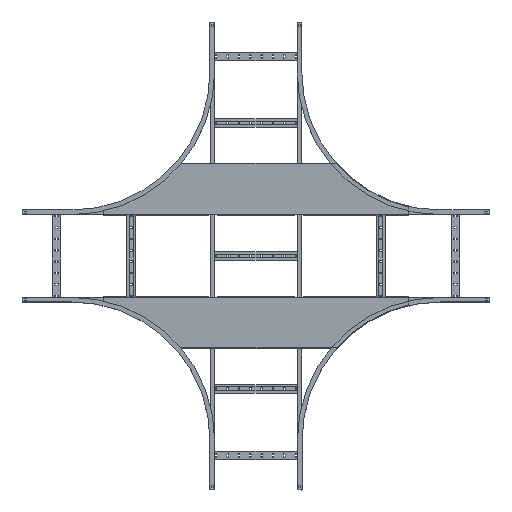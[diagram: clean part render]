
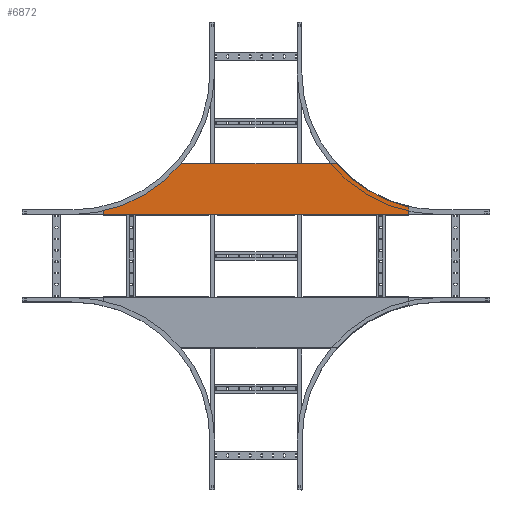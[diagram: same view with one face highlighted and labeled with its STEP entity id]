
A CAD part, top view. The second image highlights one B-rep face of the part: STEP entity #6872.
In plain terms, the highlighted face is planar.
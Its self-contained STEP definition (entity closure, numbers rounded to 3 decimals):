
#26 = EDGE_CURVE ( 'NONE', #710, #6277, #8074, .T. ) ;
#66 = VECTOR ( 'NONE', #4669, 1000. ) ;
#196 = CARTESIAN_POINT ( 'NONE',  ( 664.5, -1.2, -393.2 ) ) ;
#223 = EDGE_CURVE ( 'NONE', #1881, #5374, #2869, .T. ) ;
#325 = VERTEX_POINT ( 'NONE', #6013 ) ;
#488 = CARTESIAN_POINT ( 'NONE',  ( -659.5, -1.2, -363.823 ) ) ;
#509 = LINE ( 'NONE', #1163, #8837 ) ;
#530 = AXIS2_PLACEMENT_3D ( 'NONE', #7263, #2769, #5913 ) ;
#710 = VERTEX_POINT ( 'NONE', #1007 ) ;
#826 = CARTESIAN_POINT ( 'NONE',  ( -349.051, -1.2, -173.2 ) ) ;
#872 = CIRCLE ( 'NONE', #9549, 601.8 ) ;
#1007 = CARTESIAN_POINT ( 'NONE',  ( 349.051, -1.2, -173.2 ) ) ;
#1105 = CARTESIAN_POINT ( 'NONE',  ( -798.677, -1.2, 226.8 ) ) ;
#1163 = CARTESIAN_POINT ( 'NONE',  ( -664.5, -1.2, 226.8 ) ) ;
#1615 = CIRCLE ( 'NONE', #1972, 5. ) ;
#1745 = EDGE_CURVE ( 'NONE', #5073, #325, #1615, .T. ) ;
#1881 = VERTEX_POINT ( 'NONE', #4934 ) ;
#1887 = DIRECTION ( 'NONE',  ( 0., 0., 1. ) ) ;
#1941 = CARTESIAN_POINT ( 'NONE',  ( -798.677, -1.2, 226.8 ) ) ;
#1972 = AXIS2_PLACEMENT_3D ( 'NONE', #488, #8751, #1973 ) ;
#1973 = DIRECTION ( 'NONE',  ( 0., 0., 1. ) ) ;
#2074 = EDGE_CURVE ( 'NONE', #5073, #6277, #872, .T. ) ;
#2165 = VERTEX_POINT ( 'NONE', #3636 ) ;
#2206 = CARTESIAN_POINT ( 'NONE',  ( 660.647, -1.2, -358.957 ) ) ;
#2393 = VECTOR ( 'NONE', #6355, 1000. ) ;
#2728 = EDGE_CURVE ( 'NONE', #325, #2165, #509, .T. ) ;
#2769 = DIRECTION ( 'NONE',  ( 0., -1., 0. ) ) ;
#2869 = CIRCLE ( 'NONE', #530, 5. ) ;
#2943 = DIRECTION ( 'NONE',  ( 0., -1., 0. ) ) ;
#3390 = DIRECTION ( 'NONE',  ( 0., 0., -1. ) ) ;
#3565 = AXIS2_PLACEMENT_3D ( 'NONE', #1941, #8794, #6508 ) ;
#3636 = CARTESIAN_POINT ( 'NONE',  ( -664.5, -1.2, -393.2 ) ) ;
#4022 = CARTESIAN_POINT ( 'NONE',  ( 664.5, -1.2, -395.4 ) ) ;
#4465 = ORIENTED_EDGE ( 'NONE', *, *, #1745, .T. ) ;
#4669 = DIRECTION ( 'NONE',  ( -1., 0., 0. ) ) ;
#4765 = ORIENTED_EDGE ( 'NONE', *, *, #8570, .F. ) ;
#4934 = CARTESIAN_POINT ( 'NONE',  ( 664.5, -1.2, -363.823 ) ) ;
#5073 = VERTEX_POINT ( 'NONE', #7827 ) ;
#5374 = VERTEX_POINT ( 'NONE', #2206 ) ;
#5438 = EDGE_CURVE ( 'NONE', #710, #5374, #7704, .T. ) ;
#5544 = ORIENTED_EDGE ( 'NONE', *, *, #2074, .F. ) ;
#5913 = DIRECTION ( 'NONE',  ( 0., 0., 1. ) ) ;
#6013 = CARTESIAN_POINT ( 'NONE',  ( -664.5, -1.2, -363.823 ) ) ;
#6096 = LINE ( 'NONE', #4022, #7186 ) ;
#6273 = EDGE_LOOP ( 'NONE', ( #5544, #4465, #6802, #4765, #8867, #6829, #7488, #7187 ) ) ;
#6277 = VERTEX_POINT ( 'NONE', #826 ) ;
#6355 = DIRECTION ( 'NONE',  ( -1., 0., 0. ) ) ;
#6508 = DIRECTION ( 'NONE',  ( 0., 0., 1. ) ) ;
#6522 = DIRECTION ( 'NONE',  ( 0., -1., 0. ) ) ;
#6802 = ORIENTED_EDGE ( 'NONE', *, *, #2728, .T. ) ;
#6829 = ORIENTED_EDGE ( 'NONE', *, *, #223, .T. ) ;
#6872 = ADVANCED_FACE ( 'NONE', ( #9976 ), #7889, .F. ) ;
#7155 = CARTESIAN_POINT ( 'NONE',  ( -560., -1.2, -173.2 ) ) ;
#7186 = VECTOR ( 'NONE', #8645, 1000. ) ;
#7187 = ORIENTED_EDGE ( 'NONE', *, *, #26, .T. ) ;
#7238 = AXIS2_PLACEMENT_3D ( 'NONE', #7587, #2943, #8425 ) ;
#7263 = CARTESIAN_POINT ( 'NONE',  ( 659.5, -1.2, -363.823 ) ) ;
#7488 = ORIENTED_EDGE ( 'NONE', *, *, #5438, .F. ) ;
#7587 = CARTESIAN_POINT ( 'NONE',  ( 798.677, -1.2, 226.8 ) ) ;
#7704 = CIRCLE ( 'NONE', #7238, 601.8 ) ;
#7827 = CARTESIAN_POINT ( 'NONE',  ( -660.647, -1.2, -358.957 ) ) ;
#7889 = PLANE ( 'NONE',  #3565 ) ;
#8074 = LINE ( 'NONE', #7155, #2393 ) ;
#8162 = VERTEX_POINT ( 'NONE', #196 ) ;
#8288 = LINE ( 'NONE', #9949, #66 ) ;
#8425 = DIRECTION ( 'NONE',  ( 0., 0., -1. ) ) ;
#8570 = EDGE_CURVE ( 'NONE', #8162, #2165, #8288, .T. ) ;
#8645 = DIRECTION ( 'NONE',  ( 0., 0., -1. ) ) ;
#8738 = EDGE_CURVE ( 'NONE', #1881, #8162, #6096, .T. ) ;
#8751 = DIRECTION ( 'NONE',  ( 0., -1., 0. ) ) ;
#8794 = DIRECTION ( 'NONE',  ( 0., 1., 0. ) ) ;
#8837 = VECTOR ( 'NONE', #3390, 1000. ) ;
#8867 = ORIENTED_EDGE ( 'NONE', *, *, #8738, .F. ) ;
#9549 = AXIS2_PLACEMENT_3D ( 'NONE', #1105, #6522, #1887 ) ;
#9949 = CARTESIAN_POINT ( 'NONE',  ( -987., -1.2, -393.2 ) ) ;
#9976 = FACE_OUTER_BOUND ( 'NONE', #6273, .T. ) ;
